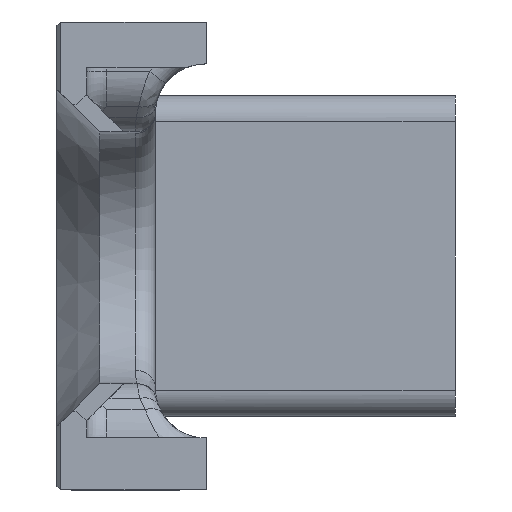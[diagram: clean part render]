
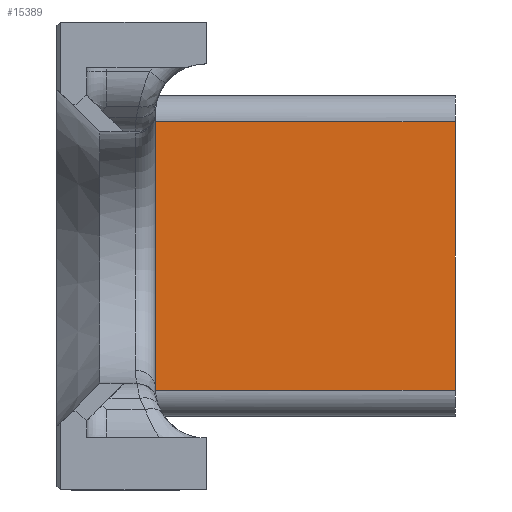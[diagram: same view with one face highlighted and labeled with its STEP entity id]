
A CAD part, left-side view. The second image highlights one B-rep face of the part: STEP entity #15389.
In plain terms, the highlighted planar face has unit normal (-1, 0, 0).
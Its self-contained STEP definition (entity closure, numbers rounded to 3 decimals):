
#97 = CARTESIAN_POINT ( 'NONE',  ( -26.4, -40., 13.494 ) ) ;
#490 = VECTOR ( 'NONE', #15305, 1000. ) ;
#508 = AXIS2_PLACEMENT_3D ( 'NONE', #2315, #5072, #3821 ) ;
#750 = CARTESIAN_POINT ( 'NONE',  ( -26.4, -9.082, 13.494 ) ) ;
#1251 = CARTESIAN_POINT ( 'NONE',  ( -26.4, -9.893, -10.739 ) ) ;
#1548 = CARTESIAN_POINT ( 'NONE',  ( -26.4, -9.082, 7.275 ) ) ;
#1674 = VERTEX_POINT ( 'NONE', #14028 ) ;
#1691 = EDGE_CURVE ( 'NONE', #4793, #7152, #4936, .T. ) ;
#1769 = EDGE_CURVE ( 'NONE', #7941, #1674, #13005, .T. ) ;
#2019 = ORIENTED_EDGE ( 'NONE', *, *, #14749, .F. ) ;
#2034 = VERTEX_POINT ( 'NONE', #12480 ) ;
#2112 = ORIENTED_EDGE ( 'NONE', *, *, #3946, .T. ) ;
#2184 = LINE ( 'NONE', #6021, #10119 ) ;
#2315 = CARTESIAN_POINT ( 'NONE',  ( -26.4, -40., -13.494 ) ) ;
#2402 = PLANE ( 'NONE',  #508 ) ;
#2518 = DIRECTION ( 'NONE',  ( 0., 0., -1. ) ) ;
#2596 = EDGE_CURVE ( 'NONE', #5388, #7941, #15480, .T. ) ;
#2646 = ORIENTED_EDGE ( 'NONE', *, *, #14849, .T. ) ;
#2693 = ORIENTED_EDGE ( 'NONE', *, *, #13497, .F. ) ;
#2743 = DIRECTION ( 'NONE',  ( 0., 1., 0. ) ) ;
#2860 = VECTOR ( 'NONE', #4404, 1000. ) ;
#3097 = VERTEX_POINT ( 'NONE', #12014 ) ;
#3189 = ORIENTED_EDGE ( 'NONE', *, *, #2596, .F. ) ;
#3578 = VECTOR ( 'NONE', #3985, 1000. ) ;
#3816 = EDGE_CURVE ( 'NONE', #2034, #13225, #6867, .T. ) ;
#3821 = DIRECTION ( 'NONE',  ( 0., 0., 1. ) ) ;
#3946 = EDGE_CURVE ( 'NONE', #3097, #2034, #6188, .T. ) ;
#3961 = CARTESIAN_POINT ( 'NONE',  ( -26.4, -9.893, -7.275 ) ) ;
#3963 = DIRECTION ( 'NONE',  ( 0., -1., 0. ) ) ;
#3985 = DIRECTION ( 'NONE',  ( 0., 0., 1. ) ) ;
#4048 = CARTESIAN_POINT ( 'NONE',  ( -26.4, -48.606, -10.739 ) ) ;
#4404 = DIRECTION ( 'NONE',  ( 0., 0., 1. ) ) ;
#4558 = ORIENTED_EDGE ( 'NONE', *, *, #1691, .T. ) ;
#4793 = VERTEX_POINT ( 'NONE', #3961 ) ;
#4936 = LINE ( 'NONE', #10150, #14509 ) ;
#5072 = DIRECTION ( 'NONE',  ( -1., 0., 0. ) ) ;
#5388 = VERTEX_POINT ( 'NONE', #13139 ) ;
#5669 = VECTOR ( 'NONE', #2743, 1000. ) ;
#6021 = CARTESIAN_POINT ( 'NONE',  ( -26.4, -9.082, -23.5 ) ) ;
#6188 = LINE ( 'NONE', #11308, #16283 ) ;
#6219 = LINE ( 'NONE', #8480, #9590 ) ;
#6324 = ORIENTED_EDGE ( 'NONE', *, *, #6554, .F. ) ;
#6378 = CARTESIAN_POINT ( 'NONE',  ( -26.4, -9.082, -13.494 ) ) ;
#6554 = EDGE_CURVE ( 'NONE', #10802, #13225, #2184, .T. ) ;
#6702 = DIRECTION ( 'NONE',  ( 0., -1., 0. ) ) ;
#6867 = LINE ( 'NONE', #97, #8231 ) ;
#7152 = VERTEX_POINT ( 'NONE', #1251 ) ;
#7307 = LINE ( 'NONE', #13708, #12256 ) ;
#7775 = LINE ( 'NONE', #14247, #5669 ) ;
#7941 = VERTEX_POINT ( 'NONE', #1548 ) ;
#8096 = CARTESIAN_POINT ( 'NONE',  ( -26.4, -9.082, -23.5 ) ) ;
#8182 = VERTEX_POINT ( 'NONE', #13959 ) ;
#8231 = VECTOR ( 'NONE', #12234, 1000. ) ;
#8434 = CARTESIAN_POINT ( 'NONE',  ( -26.4, -9.082, -23.5 ) ) ;
#8480 = CARTESIAN_POINT ( 'NONE',  ( -26.4, -48.606, -7.275 ) ) ;
#8699 = DIRECTION ( 'NONE',  ( 0., 0., 1. ) ) ;
#9143 = VECTOR ( 'NONE', #6702, 1000. ) ;
#9156 = LINE ( 'NONE', #9231, #490 ) ;
#9231 = CARTESIAN_POINT ( 'NONE',  ( -26.4, -9.893, -23.383 ) ) ;
#9571 = VERTEX_POINT ( 'NONE', #10831 ) ;
#9590 = VECTOR ( 'NONE', #13617, 1000. ) ;
#9614 = LINE ( 'NONE', #8434, #2860 ) ;
#9719 = DIRECTION ( 'NONE',  ( 0., 0., 1. ) ) ;
#9913 = DIRECTION ( 'NONE',  ( 0., 1., 0. ) ) ;
#10119 = VECTOR ( 'NONE', #9719, 1000. ) ;
#10150 = CARTESIAN_POINT ( 'NONE',  ( -26.4, -9.893, -23.383 ) ) ;
#10526 = EDGE_CURVE ( 'NONE', #9571, #10802, #7307, .T. ) ;
#10643 = CARTESIAN_POINT ( 'NONE',  ( -26.4, -48.606, 7.275 ) ) ;
#10654 = CARTESIAN_POINT ( 'NONE',  ( -26.4, -9.082, 10.739 ) ) ;
#10802 = VERTEX_POINT ( 'NONE', #10654 ) ;
#10831 = CARTESIAN_POINT ( 'NONE',  ( -26.4, -9.893, 10.739 ) ) ;
#11308 = CARTESIAN_POINT ( 'NONE',  ( -26.4, -40., -13.494 ) ) ;
#12014 = CARTESIAN_POINT ( 'NONE',  ( -26.4, -40., -13.494 ) ) ;
#12090 = ORIENTED_EDGE ( 'NONE', *, *, #3816, .T. ) ;
#12234 = DIRECTION ( 'NONE',  ( 0., 1., 0. ) ) ;
#12256 = VECTOR ( 'NONE', #9913, 1000. ) ;
#12480 = CARTESIAN_POINT ( 'NONE',  ( -26.4, -40., 13.494 ) ) ;
#12677 = ORIENTED_EDGE ( 'NONE', *, *, #16182, .F. ) ;
#12853 = ORIENTED_EDGE ( 'NONE', *, *, #10526, .F. ) ;
#13005 = LINE ( 'NONE', #10643, #9143 ) ;
#13139 = CARTESIAN_POINT ( 'NONE',  ( -26.4, -9.082, -7.275 ) ) ;
#13220 = ORIENTED_EDGE ( 'NONE', *, *, #14117, .F. ) ;
#13225 = VERTEX_POINT ( 'NONE', #750 ) ;
#13497 = EDGE_CURVE ( 'NONE', #3097, #16211, #7775, .T. ) ;
#13617 = DIRECTION ( 'NONE',  ( 0., 1., 0. ) ) ;
#13708 = CARTESIAN_POINT ( 'NONE',  ( -26.4, -48.606, 10.739 ) ) ;
#13959 = CARTESIAN_POINT ( 'NONE',  ( -26.4, -9.082, -10.739 ) ) ;
#14028 = CARTESIAN_POINT ( 'NONE',  ( -26.4, -9.893, 7.275 ) ) ;
#14117 = EDGE_CURVE ( 'NONE', #16211, #8182, #9614, .T. ) ;
#14247 = CARTESIAN_POINT ( 'NONE',  ( -26.4, -40., -13.494 ) ) ;
#14509 = VECTOR ( 'NONE', #2518, 1000. ) ;
#14749 = EDGE_CURVE ( 'NONE', #8182, #7152, #15381, .T. ) ;
#14849 = EDGE_CURVE ( 'NONE', #9571, #1674, #9156, .T. ) ;
#14940 = VECTOR ( 'NONE', #3963, 1000. ) ;
#14992 = FACE_OUTER_BOUND ( 'NONE', #16457, .T. ) ;
#15305 = DIRECTION ( 'NONE',  ( 0., 0., -1. ) ) ;
#15381 = LINE ( 'NONE', #4048, #14940 ) ;
#15389 = ADVANCED_FACE ( 'NONE', ( #14992 ), #2402, .T. ) ;
#15480 = LINE ( 'NONE', #8096, #3578 ) ;
#16182 = EDGE_CURVE ( 'NONE', #4793, #5388, #6219, .T. ) ;
#16211 = VERTEX_POINT ( 'NONE', #6378 ) ;
#16283 = VECTOR ( 'NONE', #8699, 1000. ) ;
#16457 = EDGE_LOOP ( 'NONE', ( #13220, #2693, #2112, #12090, #6324, #12853, #2646, #16495, #3189, #12677, #4558, #2019 ) ) ;
#16495 = ORIENTED_EDGE ( 'NONE', *, *, #1769, .F. ) ;
